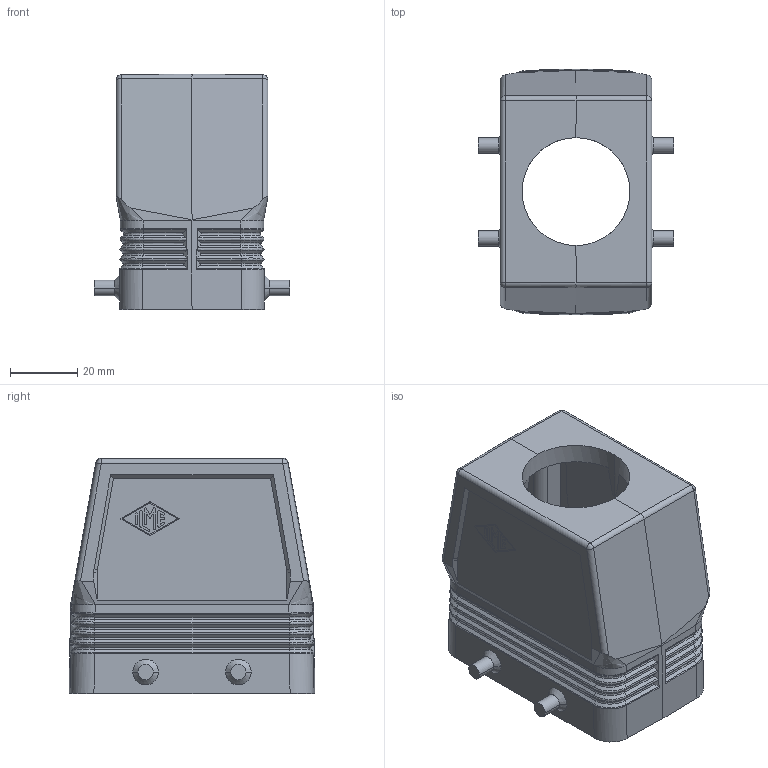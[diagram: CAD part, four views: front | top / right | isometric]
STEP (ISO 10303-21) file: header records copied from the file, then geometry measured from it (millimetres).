
FILE_DESCRIPTION(('Creo Elements/Direct Modeling STEP Export'),'2;1');
FILE_NAME('0ln7uvk49jkqhl84820','2017-03-07T 9:42:13',(''),(''),'PTC Creo Elements/Direct Modeling STEP processor for AP214 (Solid Model)','PTC Creo Elements/Direct Modeling 19.0E 27-Jun-2016 (C) Parametric Technology GmbH','');
FILE_SCHEMA(('AUTOMOTIVE_DESIGN { 1 0 10303 214 1 1 1 1 }'));
Products named in the file (2): MFVE_10.32M
Assembly tree (1 placements, depth 2):
  MFVE_10.32M
    MFVE_10.32M
Bounding box: 58 x 72.99 x 70 mm (x, y, z)
Volume: 66061.2 mm3; surface area: 32849.2 mm2
Topology: 1 solids, 1 shells, 351 faces, 881 edges, 540 vertices
Faces by surface type: plane 138, bspline 102, cylinder 71, extrusion 28, cone 8, sphere 4
Entity records: 38636 total; most frequent: CARTESIAN_POINT 28581, ORIENTED_EDGE 1754, DIRECTION 1110, EDGE_CURVE 877, VERTEX_POINT 540, VECTOR 488, LINE 460, EDGE_LOOP 365
